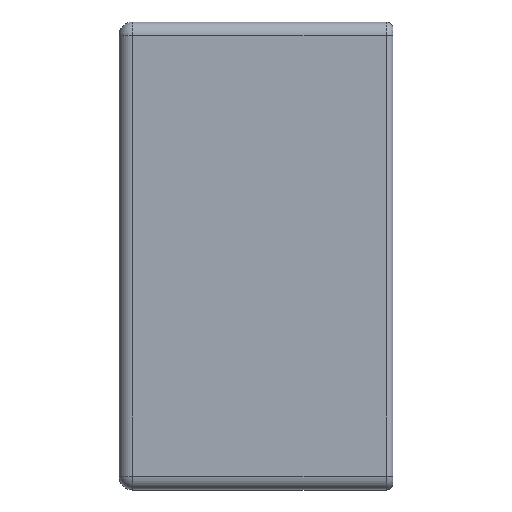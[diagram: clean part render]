
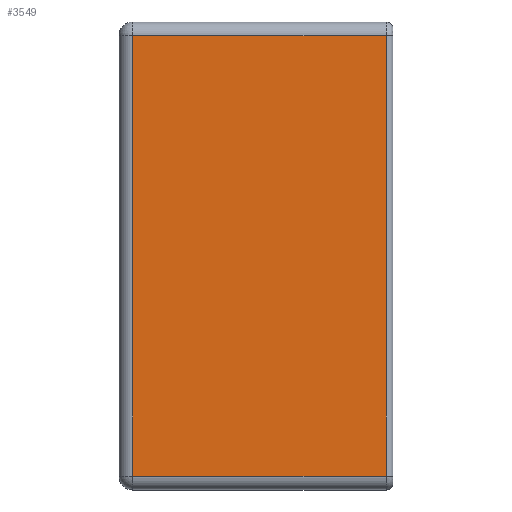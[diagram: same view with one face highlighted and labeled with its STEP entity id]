
A CAD part, top view. The second image highlights one B-rep face of the part: STEP entity #3549.
In plain terms, the highlighted planar face has unit normal (0, 0, 1).
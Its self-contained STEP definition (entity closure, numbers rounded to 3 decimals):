
#35=PLANE('',#3798);
#208=LINE('',#5081,#676);
#211=LINE('',#5086,#679);
#214=LINE('',#5090,#682);
#224=LINE('',#5105,#692);
#676=VECTOR('',#4075,10.);
#679=VECTOR('',#4082,10.);
#682=VECTOR('',#4087,10.);
#692=VECTOR('',#4107,10.);
#1192=FACE_OUTER_BOUND('',#1398,.T.);
#1398=EDGE_LOOP('',(#2620,#2621,#2622,#2623));
#1652=VERTEX_POINT('',#5018);
#1653=VERTEX_POINT('',#5030);
#1663=VERTEX_POINT('',#5059);
#1664=VERTEX_POINT('',#5071);
#1993=EDGE_CURVE('',#1664,#1663,#208,.T.);
#1996=EDGE_CURVE('',#1653,#1664,#211,.T.);
#1999=EDGE_CURVE('',#1663,#1652,#214,.T.);
#2009=EDGE_CURVE('',#1652,#1653,#224,.T.);
#2620=ORIENTED_EDGE('',*,*,#1993,.F.);
#2621=ORIENTED_EDGE('',*,*,#1996,.F.);
#2622=ORIENTED_EDGE('',*,*,#2009,.F.);
#2623=ORIENTED_EDGE('',*,*,#1999,.F.);
#3549=ADVANCED_FACE('',(#1192),#35,.T.);
#3798=AXIS2_PLACEMENT_3D('',#5220,#4174,#4175);
#4075=DIRECTION('',(-1.,0.,0.));
#4082=DIRECTION('',(0.,-1.,0.));
#4087=DIRECTION('',(0.,1.,0.));
#4107=DIRECTION('',(1.,0.,0.));
#4174=DIRECTION('center_axis',(0.,0.,1.));
#4175=DIRECTION('ref_axis',(1.,0.,0.));
#5018=CARTESIAN_POINT('',(0.5,16.74,8.2));
#5030=CARTESIAN_POINT('',(9.85,16.74,8.2));
#5059=CARTESIAN_POINT('',(0.5,0.5,8.2));
#5071=CARTESIAN_POINT('',(9.85,0.5,8.2));
#5081=CARTESIAN_POINT('',(2.525,0.5,8.2));
#5086=CARTESIAN_POINT('',(9.85,0.,8.2));
#5090=CARTESIAN_POINT('',(0.5,0.,8.2));
#5105=CARTESIAN_POINT('',(2.525,16.74,8.2));
#5220=CARTESIAN_POINT('Origin',(0.,0.,8.2));
